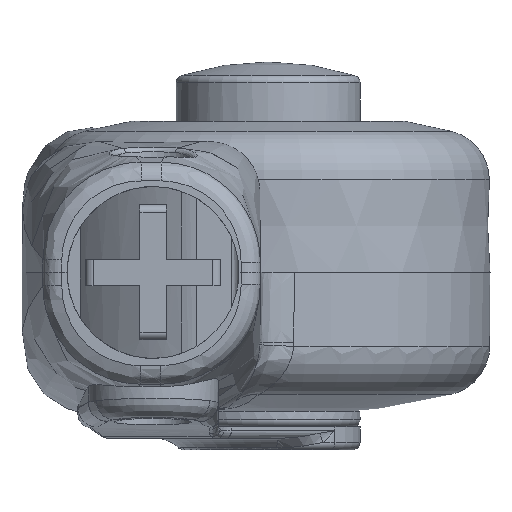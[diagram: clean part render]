
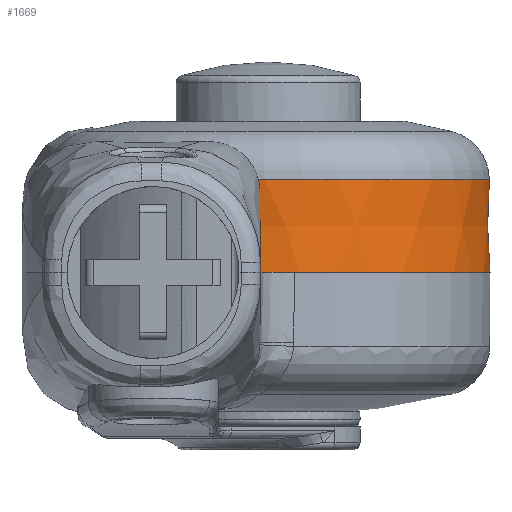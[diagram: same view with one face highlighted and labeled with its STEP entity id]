
A CAD part, left-side view. The second image highlights one B-rep face of the part: STEP entity #1669.
In plain terms, the highlighted conical face has half-angle 0.5 degrees and reference radius 29 mm.
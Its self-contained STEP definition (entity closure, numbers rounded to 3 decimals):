
#1669 = ADVANCED_FACE( '', ( #3393 ), #3394, .T. );
#3393 = FACE_OUTER_BOUND( '', #25027, .T. );
#3394 = CONICAL_SURFACE( '', #25028, 29., 0.009 );
#25027 = EDGE_LOOP( '', ( #29425, #29426, #29427, #29428, #29429, #29430, #29431 ) );
#25028 = AXIS2_PLACEMENT_3D( '', #29432, #29433, #29434 );
#29425 = ORIENTED_EDGE( '', *, *, #30809, .T. );
#29426 = ORIENTED_EDGE( '', *, *, #30540, .T. );
#29427 = ORIENTED_EDGE( '', *, *, #31212, .F. );
#29428 = ORIENTED_EDGE( '', *, *, #30528, .T. );
#29429 = ORIENTED_EDGE( '', *, *, #29644, .T. );
#29430 = ORIENTED_EDGE( '', *, *, #30253, .T. );
#29431 = ORIENTED_EDGE( '', *, *, #31137, .T. );
#29432 = CARTESIAN_POINT( '', ( 0., 0., 0. ) );
#29433 = DIRECTION( '', ( 0., 0., -1. ) );
#29434 = DIRECTION( '', ( -1., 0., 0. ) );
#29644 = EDGE_CURVE( '', #31503, #31507, #31509, .T. );
#30253 = EDGE_CURVE( '', #31507, #32533, #32535, .T. );
#30528 = EDGE_CURVE( '', #32955, #31503, #32956, .T. );
#30540 = EDGE_CURVE( '', #32968, #32970, #32972, .T. );
#30809 = EDGE_CURVE( '', #31480, #32968, #33329, .T. );
#31137 = EDGE_CURVE( '', #32533, #31480, #33732, .T. );
#31212 = EDGE_CURVE( '', #32955, #32970, #33822, .T. );
#31480 = VERTEX_POINT( '', #34526 );
#31503 = VERTEX_POINT( '', #34687 );
#31507 = VERTEX_POINT( '', #34699 );
#31509 = B_SPLINE_CURVE_WITH_KNOTS( '', 3, ( #34701, #34702, #34703, #34704 ), .UNSPECIFIED., .F., .F., ( 4, 4 ), ( 0., 0.002 ), .UNSPECIFIED. );
#32533 = VERTEX_POINT( '', #40129 );
#32535 = B_SPLINE_CURVE_WITH_KNOTS( '', 3, ( #40131, #40132, #40133, #40134, #40135, #40136, #40137 ), .UNSPECIFIED., .F., .F., ( 4, 1, 1, 1, 4 ), ( 0., 0.001, 0.001, 0.002, 0.003 ), .UNSPECIFIED. );
#32955 = VERTEX_POINT( '', #42225 );
#32956 = B_SPLINE_CURVE_WITH_KNOTS( '', 3, ( #42226, #42227, #42228, #42229 ), .UNSPECIFIED., .F., .F., ( 4, 4 ), ( 0., 0.008 ), .UNSPECIFIED. );
#32968 = VERTEX_POINT( '', #42438 );
#32970 = VERTEX_POINT( '', #42440 );
#32972 = B_SPLINE_CURVE_WITH_KNOTS( '', 3, ( #42446, #42447, #42448, #42449, #42450, #42451 ), .UNSPECIFIED., .F., .F., ( 4, 2, 4 ), ( 0., 0.006, 0.012 ), .UNSPECIFIED. );
#33329 = B_SPLINE_CURVE_WITH_KNOTS( '', 3, ( #44451, #44452, #44453, #44454, #44455, #44456 ), .UNSPECIFIED., .F., .F., ( 4, 2, 4 ), ( 0., 0., 0.001 ), .UNSPECIFIED. );
#33732 = CIRCLE( '', #46870, 28.894 );
#33822 = CIRCLE( '', #47559, 29. );
#34526 = CARTESIAN_POINT( '', ( -0.788, 28.883, 12.133 ) );
#34687 = CARTESIAN_POINT( '', ( 28.739, -3.354, 7.602 ) );
#34699 = CARTESIAN_POINT( '', ( 28.725, -3.341, 9.275 ) );
#34701 = CARTESIAN_POINT( '', ( 28.739, -3.354, 7.602 ) );
#34702 = CARTESIAN_POINT( '', ( 28.734, -3.35, 8.16 ) );
#34703 = CARTESIAN_POINT( '', ( 28.73, -3.345, 8.717 ) );
#34704 = CARTESIAN_POINT( '', ( 28.725, -3.341, 9.275 ) );
#40129 = CARTESIAN_POINT( '', ( 28.73, -3.078, 12.133 ) );
#40131 = CARTESIAN_POINT( '', ( 28.725, -3.341, 9.275 ) );
#40132 = CARTESIAN_POINT( '', ( 28.723, -3.339, 9.515 ) );
#40133 = CARTESIAN_POINT( '', ( 28.721, -3.326, 9.994 ) );
#40134 = CARTESIAN_POINT( '', ( 28.72, -3.275, 10.71 ) );
#40135 = CARTESIAN_POINT( '', ( 28.723, -3.194, 11.423 ) );
#40136 = CARTESIAN_POINT( '', ( 28.727, -3.12, 11.896 ) );
#40137 = CARTESIAN_POINT( '', ( 28.73, -3.078, 12.133 ) );
#42225 = CARTESIAN_POINT( '', ( 28.799, -3.412, 0. ) );
#42226 = CARTESIAN_POINT( '', ( 28.799, -3.412, 0. ) );
#42227 = CARTESIAN_POINT( '', ( 28.779, -3.392, 2.534 ) );
#42228 = CARTESIAN_POINT( '', ( 28.759, -3.373, 5.068 ) );
#42229 = CARTESIAN_POINT( '', ( 28.739, -3.354, 7.601 ) );
#42438 = CARTESIAN_POINT( '', ( -0.844, 28.887, 11.547 ) );
#42440 = CARTESIAN_POINT( '', ( -0.298, 28.998, 0. ) );
#42446 = CARTESIAN_POINT( '', ( -0.843, 28.887, 11.544 ) );
#42447 = CARTESIAN_POINT( '', ( -0.748, 28.907, 9.62 ) );
#42448 = CARTESIAN_POINT( '', ( -0.655, 28.926, 7.696 ) );
#42449 = CARTESIAN_POINT( '', ( -0.473, 28.963, 3.848 ) );
#42450 = CARTESIAN_POINT( '', ( -0.385, 28.981, 1.924 ) );
#42451 = CARTESIAN_POINT( '', ( -0.298, 28.998, 0. ) );
#44451 = CARTESIAN_POINT( '', ( -0.788, 28.883, 12.133 ) );
#44452 = CARTESIAN_POINT( '', ( -0.811, 28.884, 12.036 ) );
#44453 = CARTESIAN_POINT( '', ( -0.827, 28.884, 11.939 ) );
#44454 = CARTESIAN_POINT( '', ( -0.846, 28.885, 11.744 ) );
#44455 = CARTESIAN_POINT( '', ( -0.849, 28.886, 11.646 ) );
#44456 = CARTESIAN_POINT( '', ( -0.844, 28.887, 11.547 ) );
#46870 = AXIS2_PLACEMENT_3D( '', #50022, #50023, #50024 );
#47559 = AXIS2_PLACEMENT_3D( '', #50078, #50079, #50080 );
#50022 = CARTESIAN_POINT( '', ( 0., 0., 12.133 ) );
#50023 = DIRECTION( '', ( 0., 0., -1. ) );
#50024 = DIRECTION( '', ( -1., 0., 0. ) );
#50078 = CARTESIAN_POINT( '', ( 0., 0., 0. ) );
#50079 = DIRECTION( '', ( 0., 0., -1. ) );
#50080 = DIRECTION( '', ( -1., 0., 0. ) );
